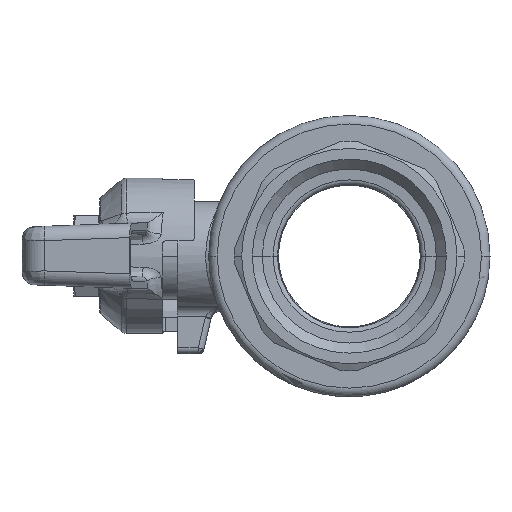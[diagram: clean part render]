
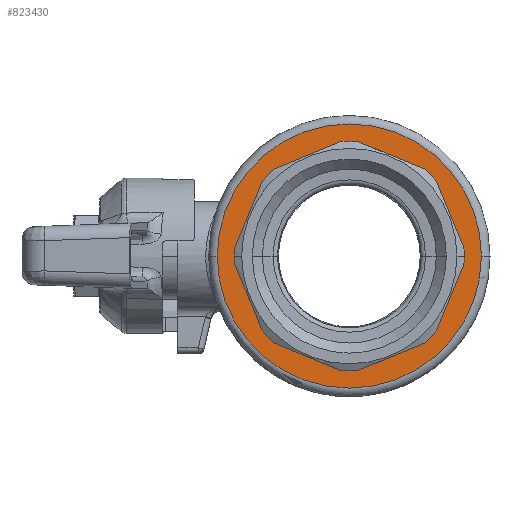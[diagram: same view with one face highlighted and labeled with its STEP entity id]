
A CAD part, left-side view. The second image highlights one B-rep face of the part: STEP entity #823430.
In plain terms, the highlighted face is planar.
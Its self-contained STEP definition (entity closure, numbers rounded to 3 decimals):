
#235850=CARTESIAN_POINT('',(22.,-15.164,-13.041));
#235860=VERTEX_POINT('',#235850);
#235890=CARTESIAN_POINT('',(22.,-20.565,0.))
;
#235900=DIRECTION('',(0.,-0.383,
0.924));
#235910=VECTOR('',#235900,1.);
#235920=LINE('',#235890,#235910);
#235930=CARTESIAN_POINT('',(22.,-19.944,-1.501));
#235940=VERTEX_POINT('',#235930);
#235950=EDGE_CURVE('',#235860,#235940,#235920,.T.);
#240410=CARTESIAN_POINT('',(22.,1.501,-19.944));
#240420=VERTEX_POINT('',#240410);
#240450=CARTESIAN_POINT('',(22.,0.,
0.));
#240460=DIRECTION('',(1.,0.,0.));
#240470=DIRECTION('',(0.,-1.,0.));
#240480=AXIS2_PLACEMENT_3D('',#240450,#240460,#240470);
#240490=CIRCLE('',#240480,20.);
#240500=CARTESIAN_POINT('',(22.,-1.501,-19.944));
#240510=VERTEX_POINT('',#240500);
#240520=EDGE_CURVE('',#240510,#240420,#240490,.T.);
#262900=CARTESIAN_POINT('',(22.,19.944,-1.501));
#262910=VERTEX_POINT('',#262900);
#262940=CARTESIAN_POINT('',(22.,20.565,0.));
#262950=DIRECTION('',(0.,-0.383,
-0.924));
#262960=VECTOR('',#262950,1.);
#262970=LINE('',#262940,#262960);
#262980=CARTESIAN_POINT('',(22.,15.164,-13.041));
#262990=VERTEX_POINT('',#262980);
#263000=EDGE_CURVE('',#262910,#262990,#262970,.T.);
#425040=CARTESIAN_POINT('',(22.,1.501,19.944));
#425050=VERTEX_POINT('',#425040);
#425080=CARTESIAN_POINT('',(22.,0.,20.565));
#425090=DIRECTION('',(0.,0.924,
-0.383));
#425100=VECTOR('',#425090,1.);
#425110=LINE('',#425080,#425100);
#425120=CARTESIAN_POINT('',(22.,13.041,15.164));
#425130=VERTEX_POINT('',#425120);
#425140=EDGE_CURVE('',#425050,#425130,#425110,.T.);
#654730=CARTESIAN_POINT('',(22.,-19.944,1.501));
#654740=VERTEX_POINT('',#654730);
#654890=EDGE_CURVE('',#654740,#235940,#240490,.T.);
#655000=CARTESIAN_POINT('',(22.,0.,-20.565))
;
#655010=DIRECTION('',(0.,-0.924,
0.383));
#655020=VECTOR('',#655010,1.);
#655030=LINE('',#655000,#655020);
#655040=CARTESIAN_POINT('',(22.,-13.041,-15.164));
#655050=VERTEX_POINT('',#655040);
#655060=EDGE_CURVE('',#240510,#655050,#655030,.T.);
#655830=CARTESIAN_POINT('',(22.,13.041,-15.164));
#655840=VERTEX_POINT('',#655830);
#655870=CARTESIAN_POINT('',(22.,0.,-20.565))
;
#655880=DIRECTION('',(0.,-0.924,
-0.383));
#655890=VECTOR('',#655880,1.);
#655900=LINE('',#655870,#655890);
#655910=EDGE_CURVE('',#655840,#240420,#655900,.T.);
#657470=CARTESIAN_POINT('',(22.,-1.501,19.944));
#657480=VERTEX_POINT('',#657470);
#657510=EDGE_CURVE('',#425050,#657480,#240490,.T.);
#657570=EDGE_CURVE('',#655840,#262990,#240490,.T.);
#657710=CARTESIAN_POINT('',(22.,19.944,1.501));
#657720=VERTEX_POINT('',#657710);
#657730=EDGE_CURVE('',#262910,#657720,#240490,.T.);
#658090=CARTESIAN_POINT('',(22.,15.164,13.041));
#658100=VERTEX_POINT('',#658090);
#658130=CARTESIAN_POINT('',(22.,20.565,0.));
#658140=DIRECTION('',(0.,0.383,
-0.924));
#658150=VECTOR('',#658140,1.);
#658160=LINE('',#658130,#658150);
#658170=EDGE_CURVE('',#658100,#657720,#658160,.T.);
#658870=CARTESIAN_POINT('',(22.,-13.041,15.164));
#658880=VERTEX_POINT('',#658870);
#658910=CARTESIAN_POINT('',(22.,0.,20.565));
#658920=DIRECTION('',(0.,0.924,
0.383));
#658930=VECTOR('',#658920,1.);
#658940=LINE('',#658910,#658930);
#658950=EDGE_CURVE('',#658880,#657480,#658940,.T.);
#659600=CARTESIAN_POINT('',(22.,-20.565,0.))
;
#659610=DIRECTION('',(0.,0.383,
0.924));
#659620=VECTOR('',#659610,1.);
#659630=LINE('',#659600,#659620);
#659640=CARTESIAN_POINT('',(22.,-15.164,13.041));
#659650=VERTEX_POINT('',#659640);
#659660=EDGE_CURVE('',#654740,#659650,#659630,.T.);
#660320=EDGE_CURVE('',#235860,#655050,#240490,.T.);
#660540=EDGE_CURVE('',#658100,#425130,#240490,.T.);
#823040=CARTESIAN_POINT('',(22.,-22.25,0.))
;
#823050=DIRECTION('',(-1.,0.,0.));
#823060=DIRECTION('',(0.,-1.,0.));
#823070=AXIS2_PLACEMENT_3D('',#823040,#823050,#823060);
#823080=PLANE('',#823070);
#823090=CARTESIAN_POINT('',(22.,0.,
0.));
#823100=DIRECTION('',(-1.,0.,0.));
#823110=DIRECTION('',(0.,-1.,0.));
#823120=AXIS2_PLACEMENT_3D('',#823090,#823100,#823110);
#823130=CIRCLE('',#823120,23.);
#823140=CARTESIAN_POINT('',(22.,-23.,0.))
;
#823150=VERTEX_POINT('',#823140);
#823160=CARTESIAN_POINT('',(22.,23.,0.));
#823170=VERTEX_POINT('',#823160);
#823180=EDGE_CURVE('',#823150,#823170,#823130,.T.);
#823190=ORIENTED_EDGE('',*,*,#823180,.F.);
#823200=EDGE_CURVE('',#823170,#823150,#823130,.T.);
#823210=ORIENTED_EDGE('',*,*,#823200,.F.);
#823220=EDGE_LOOP('',(#823210,#823190));
#823230=FACE_OUTER_BOUND('',#823220,.T.);
#823240=EDGE_CURVE('',#658880,#659650,#240490,.T.);
#823250=ORIENTED_EDGE('',*,*,#823240,.F.);
#823260=ORIENTED_EDGE('',*,*,#659660,.T.);
#823270=ORIENTED_EDGE('',*,*,#654890,.F.);
#823280=ORIENTED_EDGE('',*,*,#235950,.T.);
#823290=ORIENTED_EDGE('',*,*,#660320,.F.);
#823300=ORIENTED_EDGE('',*,*,#655060,.T.);
#823310=ORIENTED_EDGE('',*,*,#240520,.F.);
#823320=ORIENTED_EDGE('',*,*,#655910,.T.);
#823330=ORIENTED_EDGE('',*,*,#657570,.F.);
#823340=ORIENTED_EDGE('',*,*,#263000,.T.);
#823350=ORIENTED_EDGE('',*,*,#657730,.F.);
#823360=ORIENTED_EDGE('',*,*,#658170,.T.);
#823370=ORIENTED_EDGE('',*,*,#660540,.F.);
#823380=ORIENTED_EDGE('',*,*,#425140,.T.);
#823390=ORIENTED_EDGE('',*,*,#657510,.F.);
#823400=ORIENTED_EDGE('',*,*,#658950,.T.);
#823410=EDGE_LOOP('',(#823400,#823390,#823380,#823370,#823360,#823350,
#823340,#823330,#823320,#823310,#823300,#823290,#823280,#823270,#823260,
#823250));
#823420=FACE_BOUND('',#823410,.T.);
#823430=ADVANCED_FACE('',(#823230,#823420),#823080,.F.);
